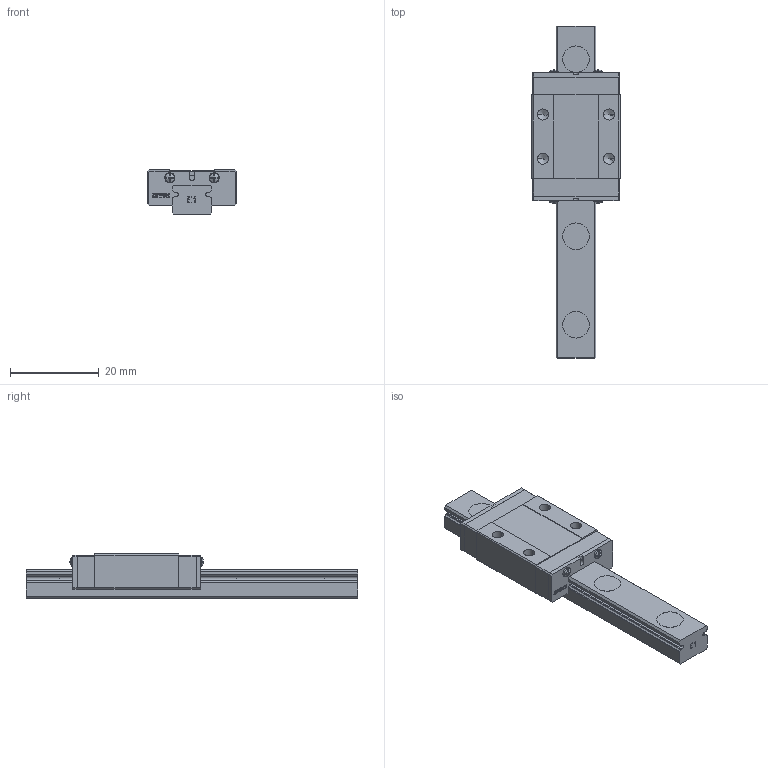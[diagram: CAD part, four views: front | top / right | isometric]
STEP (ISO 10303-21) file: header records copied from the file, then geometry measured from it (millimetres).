
FILE_DESCRIPTION(('no description'),'unknown implementation level');
FILE_NAME('MGN09C_1_R_75_ZF_H_M_SS_FILE_1.stp',' ',('HIWIN GmbH'),('CADClick - KiM GmbH - www.kimweb.de'),'unknown preprocess','ACIS','unknown authorization');
FILE_SCHEMA(('automotive_design'));
Length unit declared in the file: millimetre
Products named in the file (2): MGN09C 1 R 75 ZF H M SS_FILE_1; MGN09C 1 R 75 ZF H M SS_FILE
Bounding box: 20 x 75 x 10 mm (x, y, z)
Volume: 7030 mm3; surface area: 5536.1 mm2
Topology: 2 solids, 4 shells, 645 faces, 1757 edges, 1158 vertices
Faces by surface type: plane 459, cylinder 158, cone 28
Entity records: 39849 total; most frequent: CARTESIAN_POINT 3666, STYLED_ITEM 3554, PRESENTATION_STYLE_ASSIGNMENT 3554, COLOUR_RGB 3554, ORIENTED_EDGE 3498, DIRECTION 3315, EDGE_CURVE 1749, CURVE_STYLE 1749
